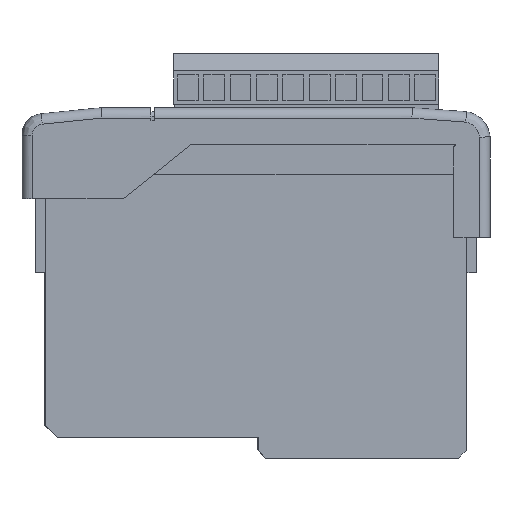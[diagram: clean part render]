
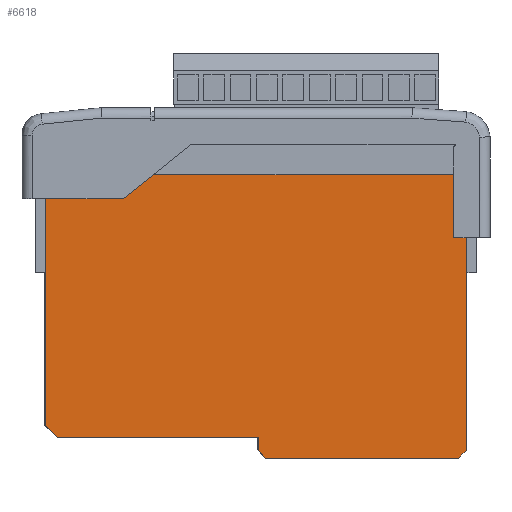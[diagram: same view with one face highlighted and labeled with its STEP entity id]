
A CAD part, left-side view. The second image highlights one B-rep face of the part: STEP entity #6618.
In plain terms, the highlighted planar face has unit normal (-1, 0, 0).
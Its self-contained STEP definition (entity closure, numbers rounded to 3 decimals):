
#72 = DIRECTION ( 'NONE',  ( 0., -0.664, -0.748 ) ) ;
#135 = DIRECTION ( 'NONE',  ( 0., -1., 0. ) ) ;
#152 = ORIENTED_EDGE ( 'NONE', *, *, #19498, .T. ) ;
#484 = ORIENTED_EDGE ( 'NONE', *, *, #3231, .T. ) ;
#495 = DIRECTION ( 'NONE',  ( 0., 0., -1. ) ) ;
#672 = ORIENTED_EDGE ( 'NONE', *, *, #7891, .T. ) ;
#676 = CARTESIAN_POINT ( 'NONE',  ( 11.283, 0.317, -98.378 ) ) ;
#876 = VERTEX_POINT ( 'NONE', #13605 ) ;
#916 = VERTEX_POINT ( 'NONE', #3685 ) ;
#995 = ORIENTED_EDGE ( 'NONE', *, *, #4382, .T. ) ;
#1701 = CARTESIAN_POINT ( 'NONE',  ( 11.283, 45.035, -7.799 ) ) ;
#2242 = VERTEX_POINT ( 'NONE', #10201 ) ;
#2387 = CARTESIAN_POINT ( 'NONE',  ( 11.283, -34.481, -62.294 ) ) ;
#2458 = VECTOR ( 'NONE', #9609, 1000. ) ;
#2541 = CARTESIAN_POINT ( 'NONE',  ( 11.283, 4.035, -98.378 ) ) ;
#2600 = VECTOR ( 'NONE', #19123, 1000. ) ;
#2957 = VECTOR ( 'NONE', #16830, 1000. ) ;
#2978 = EDGE_CURVE ( 'NONE', #18900, #2242, #8970, .T. ) ;
#3231 = EDGE_CURVE ( 'NONE', #916, #17041, #16275, .T. ) ;
#3685 = CARTESIAN_POINT ( 'NONE',  ( 11.283, 4.035, -60.756 ) ) ;
#3880 = DIRECTION ( 'NONE',  ( 0., 1., 0. ) ) ;
#3886 = CARTESIAN_POINT ( 'NONE',  ( 11.283, -35.965, -60.756 ) ) ;
#4197 = ORIENTED_EDGE ( 'NONE', *, *, #16157, .T. ) ;
#4382 = EDGE_CURVE ( 'NONE', #15825, #10172, #20407, .T. ) ;
#4400 = CARTESIAN_POINT ( 'NONE',  ( 11.283, 43.96, -7.799 ) ) ;
#4412 = EDGE_CURVE ( 'NONE', #876, #21291, #21166, .T. ) ;
#4425 = DIRECTION ( 'NONE',  ( 0., 0., -1. ) ) ;
#4726 = VECTOR ( 'NONE', #72, 1000. ) ;
#4913 = DIRECTION ( 'NONE',  ( 0., -0.726, -0.687 ) ) ;
#4978 = CARTESIAN_POINT ( 'NONE',  ( 11.283, 0.317, -7.799 ) ) ;
#5281 = CARTESIAN_POINT ( 'NONE',  ( 11.283, 44.473, -12.386 ) ) ;
#5560 = CARTESIAN_POINT ( 'NONE',  ( 11.283, 45.035, -56.058 ) ) ;
#5795 = DIRECTION ( 'NONE',  ( -1., 0., 0. ) ) ;
#6030 = LINE ( 'NONE', #7006, #21543 ) ;
#6163 = LINE ( 'NONE', #17684, #10363 ) ;
#6361 = LINE ( 'NONE', #12064, #9019 ) ;
#6367 = LINE ( 'NONE', #15106, #17924 ) ;
#6618 = ADVANCED_FACE ( 'NONE', ( #20301 ), #18947, .T. ) ;
#6957 = ORIENTED_EDGE ( 'NONE', *, *, #8313, .T. ) ;
#7006 = CARTESIAN_POINT ( 'NONE',  ( 11.283, 45.035, -98.378 ) ) ;
#7038 = VERTEX_POINT ( 'NONE', #18773 ) ;
#7234 = DIRECTION ( 'NONE',  ( 0., 0., -1. ) ) ;
#7633 = VERTEX_POINT ( 'NONE', #3886 ) ;
#7783 = ORIENTED_EDGE ( 'NONE', *, *, #12899, .T. ) ;
#7869 = DIRECTION ( 'NONE',  ( 0., 0., 1. ) ) ;
#7891 = EDGE_CURVE ( 'NONE', #19017, #7633, #12602, .T. ) ;
#8313 = EDGE_CURVE ( 'NONE', #17741, #876, #10445, .T. ) ;
#8750 = ORIENTED_EDGE ( 'NONE', *, *, #10508, .T. ) ;
#8801 = CARTESIAN_POINT ( 'NONE',  ( 11.283, 43.96, -39.936 ) ) ;
#8897 = DIRECTION ( 'NONE',  ( 0., 0., 1. ) ) ;
#8970 = LINE ( 'NONE', #19577, #2458 ) ;
#9019 = VECTOR ( 'NONE', #18828, 1000. ) ;
#9341 = ORIENTED_EDGE ( 'NONE', *, *, #10742, .T. ) ;
#9609 = DIRECTION ( 'NONE',  ( 0., -1., 0. ) ) ;
#9776 = AXIS2_PLACEMENT_3D ( 'NONE', #676, #5795, #8897 ) ;
#10000 = EDGE_CURVE ( 'NONE', #18900, #15825, #6163, .T. ) ;
#10172 = VERTEX_POINT ( 'NONE', #1701 ) ;
#10180 = EDGE_LOOP ( 'NONE', ( #7783, #18477, #20732, #15891, #995, #4197, #6957, #16147, #8750, #484, #9341, #672, #152 ) ) ;
#10201 = CARTESIAN_POINT ( 'NONE',  ( 11.283, 43.96, -12.386 ) ) ;
#10363 = VECTOR ( 'NONE', #7869, 1000. ) ;
#10445 = LINE ( 'NONE', #16649, #13336 ) ;
#10508 = EDGE_CURVE ( 'NONE', #21291, #916, #17667, .T. ) ;
#10742 = EDGE_CURVE ( 'NONE', #17041, #19017, #6367, .T. ) ;
#10911 = CARTESIAN_POINT ( 'NONE',  ( 11.283, 44.473, -7.799 ) ) ;
#11430 = LINE ( 'NONE', #8801, #17214 ) ;
#11489 = DIRECTION ( 'NONE',  ( 0., 1., 0. ) ) ;
#12064 = CARTESIAN_POINT ( 'NONE',  ( 11.283, -35.965, -98.378 ) ) ;
#12602 = LINE ( 'NONE', #16752, #2957 ) ;
#12899 = EDGE_CURVE ( 'NONE', #7038, #16282, #16943, .T. ) ;
#13336 = VECTOR ( 'NONE', #4913, 1000. ) ;
#13605 = CARTESIAN_POINT ( 'NONE',  ( 11.283, 42.718, -58.251 ) ) ;
#13837 = CARTESIAN_POINT ( 'NONE',  ( 11.283, 0.317, -58.251 ) ) ;
#14794 = VECTOR ( 'NONE', #4425, 1000. ) ;
#15106 = CARTESIAN_POINT ( 'NONE',  ( 11.283, 0.317, -62.294 ) ) ;
#15798 = CARTESIAN_POINT ( 'NONE',  ( 11.283, 0.317, -7.799 ) ) ;
#15825 = VERTEX_POINT ( 'NONE', #10911 ) ;
#15891 = ORIENTED_EDGE ( 'NONE', *, *, #10000, .T. ) ;
#16147 = ORIENTED_EDGE ( 'NONE', *, *, #4412, .T. ) ;
#16157 = EDGE_CURVE ( 'NONE', #10172, #17741, #6030, .T. ) ;
#16275 = LINE ( 'NONE', #17015, #4726 ) ;
#16282 = VERTEX_POINT ( 'NONE', #4400 ) ;
#16649 = CARTESIAN_POINT ( 'NONE',  ( 11.283, 45.035, -56.058 ) ) ;
#16747 = CARTESIAN_POINT ( 'NONE',  ( 11.283, 2.669, -62.294 ) ) ;
#16752 = CARTESIAN_POINT ( 'NONE',  ( 11.283, -34.481, -62.294 ) ) ;
#16830 = DIRECTION ( 'NONE',  ( 0., -0.694, 0.72 ) ) ;
#16943 = LINE ( 'NONE', #15798, #21648 ) ;
#17015 = CARTESIAN_POINT ( 'NONE',  ( 11.283, 4.035, -60.756 ) ) ;
#17041 = VERTEX_POINT ( 'NONE', #16747 ) ;
#17214 = VECTOR ( 'NONE', #7234, 1000. ) ;
#17667 = LINE ( 'NONE', #2541, #14794 ) ;
#17684 = CARTESIAN_POINT ( 'NONE',  ( 11.283, 44.473, -98.378 ) ) ;
#17691 = EDGE_CURVE ( 'NONE', #16282, #2242, #11430, .T. ) ;
#17741 = VERTEX_POINT ( 'NONE', #5560 ) ;
#17756 = VECTOR ( 'NONE', #11489, 1000. ) ;
#17924 = VECTOR ( 'NONE', #135, 1000. ) ;
#18477 = ORIENTED_EDGE ( 'NONE', *, *, #17691, .T. ) ;
#18773 = CARTESIAN_POINT ( 'NONE',  ( 11.283, -35.965, -7.799 ) ) ;
#18828 = DIRECTION ( 'NONE',  ( 0., 0., 1. ) ) ;
#18900 = VERTEX_POINT ( 'NONE', #5281 ) ;
#18947 = PLANE ( 'NONE',  #9776 ) ;
#19017 = VERTEX_POINT ( 'NONE', #2387 ) ;
#19123 = DIRECTION ( 'NONE',  ( 0., -1., 0. ) ) ;
#19498 = EDGE_CURVE ( 'NONE', #7633, #7038, #6361, .T. ) ;
#19577 = CARTESIAN_POINT ( 'NONE',  ( 11.283, 29.973, -12.386 ) ) ;
#20291 = CARTESIAN_POINT ( 'NONE',  ( 11.283, 4.035, -58.251 ) ) ;
#20301 = FACE_OUTER_BOUND ( 'NONE', #10180, .T. ) ;
#20407 = LINE ( 'NONE', #4978, #17756 ) ;
#20732 = ORIENTED_EDGE ( 'NONE', *, *, #2978, .F. ) ;
#21166 = LINE ( 'NONE', #13837, #2600 ) ;
#21291 = VERTEX_POINT ( 'NONE', #20291 ) ;
#21543 = VECTOR ( 'NONE', #495, 1000. ) ;
#21648 = VECTOR ( 'NONE', #3880, 1000. ) ;
